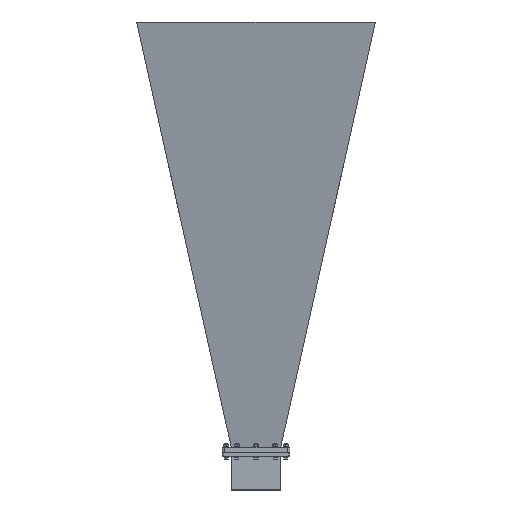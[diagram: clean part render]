
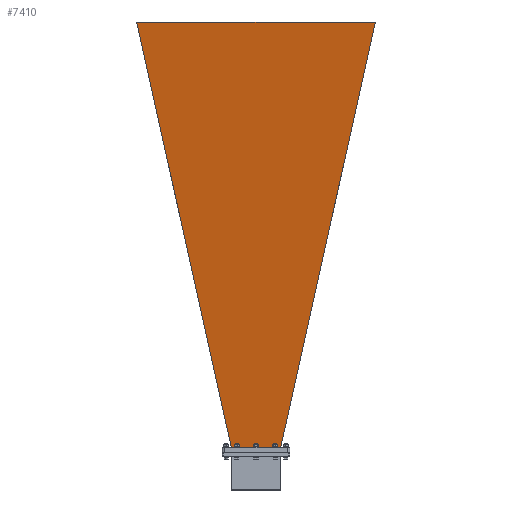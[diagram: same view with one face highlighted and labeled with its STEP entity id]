
A CAD part, front view. The second image highlights one B-rep face of the part: STEP entity #7410.
In plain terms, the highlighted face is planar.
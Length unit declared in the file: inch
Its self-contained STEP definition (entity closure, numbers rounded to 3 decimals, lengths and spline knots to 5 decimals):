
#1491 = DIRECTION ( 'NONE',  ( 0., 0.985, 0.172 ) ) ;
#2358 = CARTESIAN_POINT ( 'NONE',  ( -2.305, 0.5, 1.20151 ) ) ;
#2537 = EDGE_CURVE ( 'NONE', #9113, #16019, #4352, .T. ) ;
#4024 = VECTOR ( 'NONE', #11074, 39.37008 ) ;
#4035 = FACE_OUTER_BOUND ( 'NONE', #12596, .T. ) ;
#4073 = CARTESIAN_POINT ( 'NONE',  ( -11.15065, 40.23045, 8.12346 ) ) ;
#4352 = LINE ( 'NONE', #9338, #16083 ) ;
#4824 = LINE ( 'NONE', #16404, #4024 ) ;
#4878 = ORIENTED_EDGE ( 'NONE', *, *, #2537, .T. ) ;
#4885 = VECTOR ( 'NONE', #8341, 39.37008 ) ;
#5258 = CARTESIAN_POINT ( 'NONE',  ( 2.305, 0.5, 1.20151 ) ) ;
#6390 = ORIENTED_EDGE ( 'NONE', *, *, #7628, .T. ) ;
#7410 = ADVANCED_FACE ( 'NONE', ( #4035 ), #9101, .F. ) ;
#7628 = EDGE_CURVE ( 'NONE', #16019, #15462, #4824, .T. ) ;
#8183 = LINE ( 'NONE', #15869, #4885 ) ;
#8341 = DIRECTION ( 'NONE',  ( -0.214, -0.962, -0.168 ) ) ;
#8485 = ORIENTED_EDGE ( 'NONE', *, *, #11462, .T. ) ;
#9101 = PLANE ( 'NONE',  #12042 ) ;
#9113 = VERTEX_POINT ( 'NONE', #14195 ) ;
#9259 = EDGE_CURVE ( 'NONE', #9113, #15922, #8183, .T. ) ;
#9338 = CARTESIAN_POINT ( 'NONE',  ( 47.7714, 40.23045, 8.12346 ) ) ;
#9755 = DIRECTION ( 'NONE',  ( 1., 0., 0. ) ) ;
#11074 = DIRECTION ( 'NONE',  ( 0.214, -0.962, -0.168 ) ) ;
#11462 = EDGE_CURVE ( 'NONE', #15462, #15922, #13571, .T. ) ;
#12042 = AXIS2_PLACEMENT_3D ( 'NONE', #14265, #14421, #1491 ) ;
#12496 = CARTESIAN_POINT ( 'NONE',  ( -4.72359, 0.5, 1.20151 ) ) ;
#12596 = EDGE_LOOP ( 'NONE', ( #4878, #6390, #8485, #14108 ) ) ;
#13571 = LINE ( 'NONE', #12496, #14528 ) ;
#14108 = ORIENTED_EDGE ( 'NONE', *, *, #9259, .F. ) ;
#14195 = CARTESIAN_POINT ( 'NONE',  ( 11.15065, 40.23045, 8.12346 ) ) ;
#14265 = CARTESIAN_POINT ( 'NONE',  ( 47.7714, 40.23045, 8.12346 ) ) ;
#14411 = DIRECTION ( 'NONE',  ( -1., 0., 0. ) ) ;
#14421 = DIRECTION ( 'NONE',  ( 0., 0.172, -0.985 ) ) ;
#14528 = VECTOR ( 'NONE', #9755, 39.37008 ) ;
#15462 = VERTEX_POINT ( 'NONE', #2358 ) ;
#15869 = CARTESIAN_POINT ( 'NONE',  ( 12.83157, 47.78034, 9.43882 ) ) ;
#15922 = VERTEX_POINT ( 'NONE', #5258 ) ;
#16019 = VERTEX_POINT ( 'NONE', #4073 ) ;
#16083 = VECTOR ( 'NONE', #14411, 39.37008 ) ;
#16404 = CARTESIAN_POINT ( 'NONE',  ( -12.83157, 47.78034, 9.43882 ) ) ;
